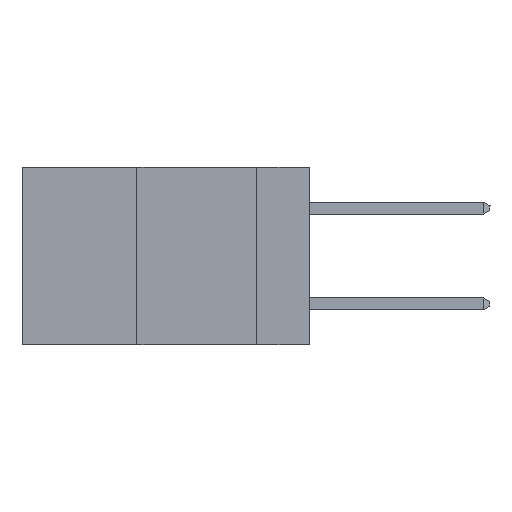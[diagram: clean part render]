
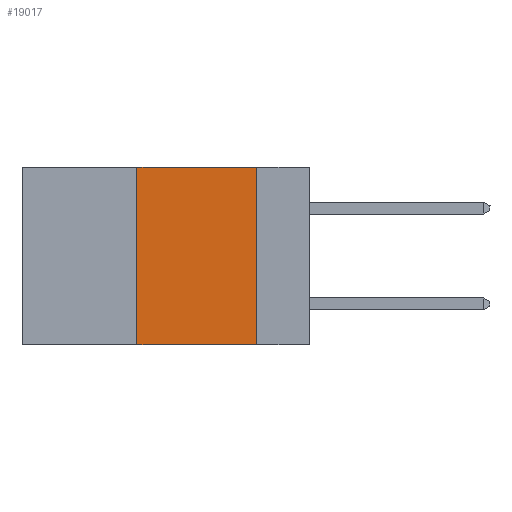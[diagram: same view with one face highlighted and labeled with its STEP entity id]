
A CAD part, left-side view. The second image highlights one B-rep face of the part: STEP entity #19017.
In plain terms, the highlighted planar face has unit normal (-1, 0, 0).
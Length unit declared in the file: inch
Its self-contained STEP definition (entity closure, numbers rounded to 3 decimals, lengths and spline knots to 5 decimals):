
#117 = ORIENTED_EDGE ( 'NONE', *, *, #20534, .F. ) ;
#325 = VERTEX_POINT ( 'NONE', #4078 ) ;
#610 = DIRECTION ( 'NONE',  ( 0., -1., 0. ) ) ;
#1147 = ORIENTED_EDGE ( 'NONE', *, *, #14389, .F. ) ;
#1902 = ORIENTED_EDGE ( 'NONE', *, *, #24098, .T. ) ;
#2444 = CARTESIAN_POINT ( 'NONE',  ( 0., 0.11, 0. ) ) ;
#4078 = CARTESIAN_POINT ( 'NONE',  ( 0., 0.11, 0. ) ) ;
#4506 = DIRECTION ( 'NONE',  ( 0., 0., -1. ) ) ;
#5390 = VERTEX_POINT ( 'NONE', #9343 ) ;
#5841 = EDGE_CURVE ( 'NONE', #325, #5390, #13479, .T. ) ;
#7971 = VECTOR ( 'NONE', #21660, 39.37008 ) ;
#8190 = CARTESIAN_POINT ( 'NONE',  ( 0., 0.6, 0. ) ) ;
#9343 = CARTESIAN_POINT ( 'NONE',  ( 0., 0.11, -0.37 ) ) ;
#9493 = VERTEX_POINT ( 'NONE', #16435 ) ;
#10215 = DIRECTION ( 'NONE',  ( 1., 0., 0. ) ) ;
#11597 = AXIS2_PLACEMENT_3D ( 'NONE', #8190, #10215, #23985 ) ;
#11886 = EDGE_LOOP ( 'NONE', ( #25126, #117, #1147, #1902 ) ) ;
#13288 = LINE ( 'NONE', #25549, #7971 ) ;
#13479 = LINE ( 'NONE', #2444, #23304 ) ;
#13828 = CARTESIAN_POINT ( 'NONE',  ( 0., 0.36, -0.37 ) ) ;
#14389 = EDGE_CURVE ( 'NONE', #17685, #9493, #19717, .T. ) ;
#14534 = VECTOR ( 'NONE', #22363, 39.37008 ) ;
#15637 = VECTOR ( 'NONE', #610, 39.37008 ) ;
#16435 = CARTESIAN_POINT ( 'NONE',  ( 0., 0.36, 0. ) ) ;
#16597 = CARTESIAN_POINT ( 'NONE',  ( 0., 0.6, 0. ) ) ;
#17685 = VERTEX_POINT ( 'NONE', #13828 ) ;
#18373 = CARTESIAN_POINT ( 'NONE',  ( 0., 0.36, 0. ) ) ;
#19017 = ADVANCED_FACE ( 'NONE', ( #20000 ), #19985, .F. ) ;
#19717 = LINE ( 'NONE', #18373, #14534 ) ;
#19985 = PLANE ( 'NONE',  #11597 ) ;
#20000 = FACE_OUTER_BOUND ( 'NONE', #11886, .T. ) ;
#20534 = EDGE_CURVE ( 'NONE', #9493, #325, #20826, .T. ) ;
#20826 = LINE ( 'NONE', #16597, #15637 ) ;
#21660 = DIRECTION ( 'NONE',  ( 0., -1., 0. ) ) ;
#22363 = DIRECTION ( 'NONE',  ( 0., 0., 1. ) ) ;
#23304 = VECTOR ( 'NONE', #4506, 39.37008 ) ;
#23985 = DIRECTION ( 'NONE',  ( 0., 0., -1. ) ) ;
#24098 = EDGE_CURVE ( 'NONE', #17685, #5390, #13288, .T. ) ;
#25126 = ORIENTED_EDGE ( 'NONE', *, *, #5841, .F. ) ;
#25549 = CARTESIAN_POINT ( 'NONE',  ( 0., 0.6, -0.37 ) ) ;
